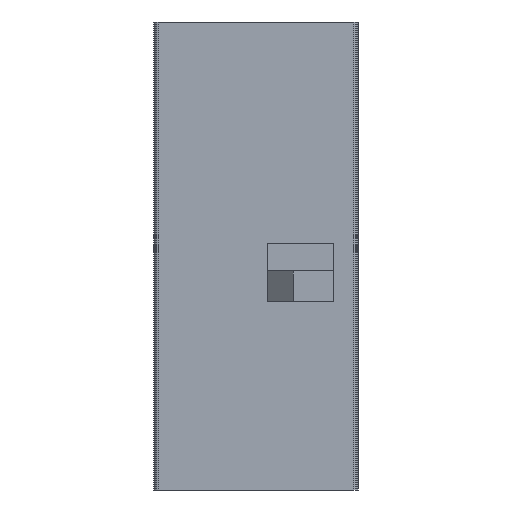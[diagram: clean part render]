
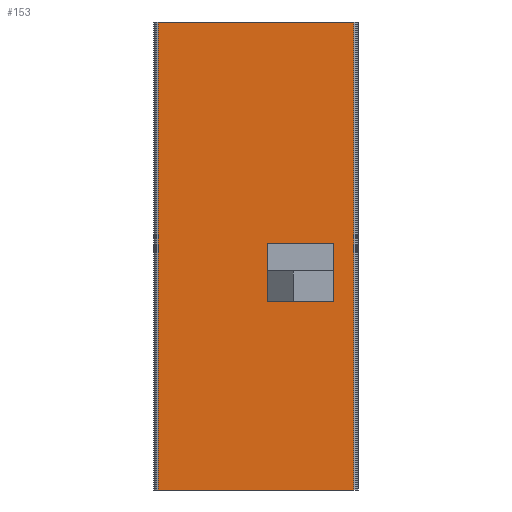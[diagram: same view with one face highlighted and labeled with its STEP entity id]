
A CAD part, left-side view. The second image highlights one B-rep face of the part: STEP entity #153.
In plain terms, the highlighted planar face has unit normal (-1, 0, 0).
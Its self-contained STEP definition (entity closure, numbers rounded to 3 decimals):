
#57=FACE_BOUND('',#997,.T.);
#153=ADVANCED_FACE('',(#553,#57),#6788,.T.);
#553=FACE_OUTER_BOUND('',#996,.T.);
#996=EDGE_LOOP('',(#1813,#1814,#1815,#1816));
#997=EDGE_LOOP('',(#1817,#1818,#1819,#1820));
#1813=ORIENTED_EDGE('',*,*,#3888,.T.);
#1814=ORIENTED_EDGE('',*,*,#3889,.T.);
#1815=ORIENTED_EDGE('',*,*,#3890,.F.);
#1816=ORIENTED_EDGE('',*,*,#3886,.F.);
#1817=ORIENTED_EDGE('',*,*,#3892,.T.);
#1818=ORIENTED_EDGE('',*,*,#3891,.T.);
#1819=ORIENTED_EDGE('',*,*,#3894,.T.);
#1820=ORIENTED_EDGE('',*,*,#3893,.T.);
#3886=EDGE_CURVE('',#6235,#6236,#5199,.T.);
#3888=EDGE_CURVE('',#6235,#6237,#5201,.T.);
#3889=EDGE_CURVE('',#6237,#6238,#5202,.T.);
#3890=EDGE_CURVE('',#6236,#6238,#5203,.T.);
#3891=EDGE_CURVE('',#6239,#6240,#5204,.T.);
#3892=EDGE_CURVE('',#6241,#6239,#5205,.T.);
#3893=EDGE_CURVE('',#6242,#6241,#5206,.T.);
#3894=EDGE_CURVE('',#6240,#6242,#5207,.T.);
#5199=B_SPLINE_CURVE_WITH_KNOTS('',1,(#10294,#10295),.UNSPECIFIED.,.F.,
 .F.,(2,2),(0.,106.868),.UNSPECIFIED.);
#5201=B_SPLINE_CURVE_WITH_KNOTS('',1,(#10308,#10309,#10310,#10311,#10312,
#10313,#10314,#10315,#10316,#10317),.UNSPECIFIED.,.F.,.F.,(2,1,1,1,1,1,
1,1,1,2),(235.,236.,237.,238.,239.,240.,241.,242.,243.,244.),
 .UNSPECIFIED.);
#5202=B_SPLINE_CURVE_WITH_KNOTS('',1,(#10318,#10319),.UNSPECIFIED.,.F.,
 .F.,(2,2),(0.,106.868),.UNSPECIFIED.);
#5203=B_SPLINE_CURVE_WITH_KNOTS('',1,(#10320,#10321,#10322,#10323,#10324,
#10325,#10326,#10327,#10328,#10329),.UNSPECIFIED.,.F.,.F.,(2,1,1,1,1,1,
1,1,1,2),(235.,236.,237.,238.,239.,240.,241.,242.,243.,244.),
 .UNSPECIFIED.);
#5204=B_SPLINE_CURVE_WITH_KNOTS('',1,(#10330,#10331),.UNSPECIFIED.,.F.,
 .F.,(2,2),(-13.742,0.),.UNSPECIFIED.);
#5205=B_SPLINE_CURVE_WITH_KNOTS('',1,(#10332,#10333),.UNSPECIFIED.,.F.,
 .F.,(2,2),(-239.464,-239.103),.UNSPECIFIED.);
#5206=B_SPLINE_CURVE_WITH_KNOTS('',1,(#10334,#10335),.UNSPECIFIED.,.F.,
 .F.,(2,2),(-42.963,-29.221),.UNSPECIFIED.);
#5207=B_SPLINE_CURVE_WITH_KNOTS('',1,(#10336,#10337),.UNSPECIFIED.,.F.,
 .F.,(2,2),(239.103,239.464),.UNSPECIFIED.);
#6235=VERTEX_POINT('',#8986);
#6236=VERTEX_POINT('',#8987);
#6237=VERTEX_POINT('',#8988);
#6238=VERTEX_POINT('',#8989);
#6239=VERTEX_POINT('',#8990);
#6240=VERTEX_POINT('',#8991);
#6241=VERTEX_POINT('',#8992);
#6242=VERTEX_POINT('',#8993);
#6788=PLANE('',#7186);
#7186=AXIS2_PLACEMENT_3D('',#8252,#7575,$);
#7575=DIRECTION('',(-1.,0.,0.));
#8252=CARTESIAN_POINT('',(-45.,-22.766,109.966));
#8986=CARTESIAN_POINT('',(-45.,-22.766,109.966));
#8987=CARTESIAN_POINT('',(-45.,-22.766,0.));
#8988=CARTESIAN_POINT('',(-45.,23.283,109.966));
#8989=CARTESIAN_POINT('',(-45.,23.283,0.));
#8990=CARTESIAN_POINT('',(-45.,-17.911,58.003));
#8991=CARTESIAN_POINT('',(-45.,-17.911,44.261));
#8992=CARTESIAN_POINT('',(-45.,-2.432,58.003));
#8993=CARTESIAN_POINT('',(-45.,-2.432,44.261));
#10294=CARTESIAN_POINT('',(-45.,-22.766,109.966));
#10295=CARTESIAN_POINT('',(-45.,-22.766,0.));
#10308=CARTESIAN_POINT('',(-45.,-22.766,109.966));
#10309=CARTESIAN_POINT('',(-45.,-22.669,109.966));
#10310=CARTESIAN_POINT('',(-45.,-22.658,109.966));
#10311=CARTESIAN_POINT('',(-45.,-22.522,109.966));
#10312=CARTESIAN_POINT('',(-45.,-22.315,109.966));
#10313=CARTESIAN_POINT('',(-45.,20.553,109.966));
#10314=CARTESIAN_POINT('',(-45.,22.712,109.966));
#10315=CARTESIAN_POINT('',(-45.,22.767,109.966));
#10316=CARTESIAN_POINT('',(-45.,22.8,109.966));
#10317=CARTESIAN_POINT('',(-45.,23.283,109.966));
#10318=CARTESIAN_POINT('',(-45.,23.283,109.966));
#10319=CARTESIAN_POINT('',(-45.,23.283,0.));
#10320=CARTESIAN_POINT('',(-45.,-22.766,0.));
#10321=CARTESIAN_POINT('',(-45.,-22.669,0.));
#10322=CARTESIAN_POINT('',(-45.,-22.658,0.));
#10323=CARTESIAN_POINT('',(-45.,-22.522,0.));
#10324=CARTESIAN_POINT('',(-45.,-22.315,0.));
#10325=CARTESIAN_POINT('',(-45.,20.553,0.));
#10326=CARTESIAN_POINT('',(-45.,22.712,0.));
#10327=CARTESIAN_POINT('',(-45.,22.767,0.));
#10328=CARTESIAN_POINT('',(-45.,22.8,0.));
#10329=CARTESIAN_POINT('',(-45.,23.283,0.));
#10330=CARTESIAN_POINT('',(-45.,-17.911,58.003));
#10331=CARTESIAN_POINT('',(-45.,-17.911,44.261));
#10332=CARTESIAN_POINT('',(-45.,-2.432,58.003));
#10333=CARTESIAN_POINT('',(-45.,-17.911,58.003));
#10334=CARTESIAN_POINT('',(-45.,-2.432,44.261));
#10335=CARTESIAN_POINT('',(-45.,-2.432,58.003));
#10336=CARTESIAN_POINT('',(-45.,-17.911,44.261));
#10337=CARTESIAN_POINT('',(-45.,-2.432,44.261));
